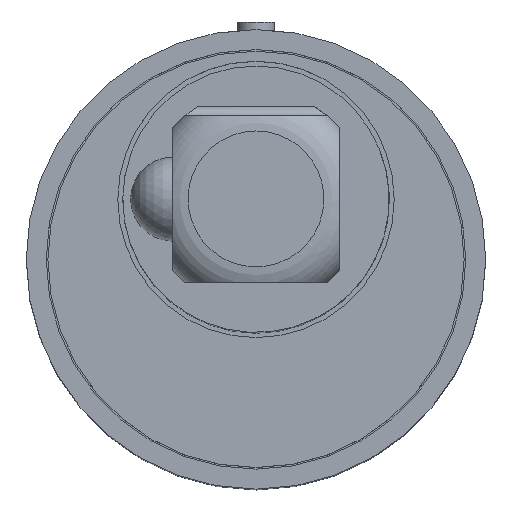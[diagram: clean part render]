
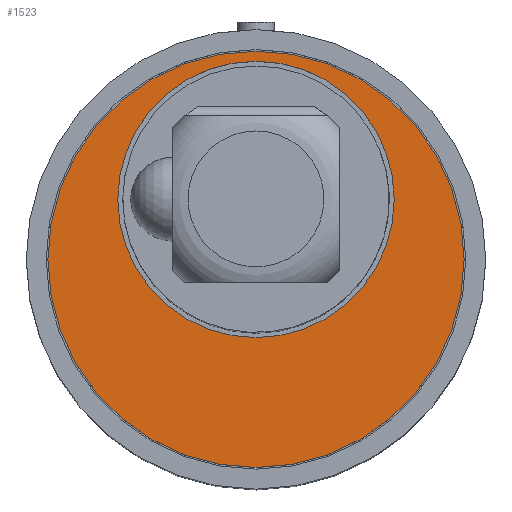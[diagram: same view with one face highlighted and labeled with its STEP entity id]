
A CAD part, top view. The second image highlights one B-rep face of the part: STEP entity #1523.
In plain terms, the highlighted planar face has unit normal (0, 0, 1).
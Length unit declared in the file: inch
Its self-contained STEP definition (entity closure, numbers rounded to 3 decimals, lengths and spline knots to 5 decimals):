
#1469=CARTESIAN_POINT('',(7.39574,3.7685,0.80743));
#1470=VERTEX_POINT('',#1469);
#1471=CARTESIAN_POINT('',(7.81074,3.7685,0.80743));
#1472=DIRECTION('',(0.0,0.0,-1.0));
#1473=DIRECTION('',(1.0,0.0,0.0));
#1474=AXIS2_PLACEMENT_3D('',#1471,#1472,#1473);
#1475=CIRCLE('',#1474,0.415);
#1476=EDGE_CURVE('',#1470,#1470,#1475,.T.);
#1489=CARTESIAN_POINT('',(7.18574,3.5885,0.80743));
#1490=VERTEX_POINT('',#1489);
#1491=CARTESIAN_POINT('',(7.81074,3.5885,0.80743));
#1492=DIRECTION('',(0.0,0.0,-1.0));
#1493=DIRECTION('',(1.0,0.0,0.0));
#1494=AXIS2_PLACEMENT_3D('',#1491,#1492,#1493);
#1495=CIRCLE('',#1494,0.625);
#1496=EDGE_CURVE('',#1490,#1490,#1495,.T.);
#1512=CARTESIAN_POINT('',(7.81074,3.5885,0.80743));
#1513=DIRECTION('',(0.0,0.0,-1.0));
#1514=DIRECTION('',(1.0,0.0,0.0));
#1515=AXIS2_PLACEMENT_3D('',#1512,#1513,#1514);
#1516=PLANE('',#1515);
#1517=ORIENTED_EDGE('',*,*,#1496,.F.);
#1518=EDGE_LOOP('',(#1517));
#1519=FACE_OUTER_BOUND('',#1518,.T.);
#1520=ORIENTED_EDGE('',*,*,#1476,.T.);
#1521=EDGE_LOOP('',(#1520));
#1522=FACE_BOUND('',#1521,.T.);
#1523=ADVANCED_FACE('',(#1519,#1522),#1516,.F.);
